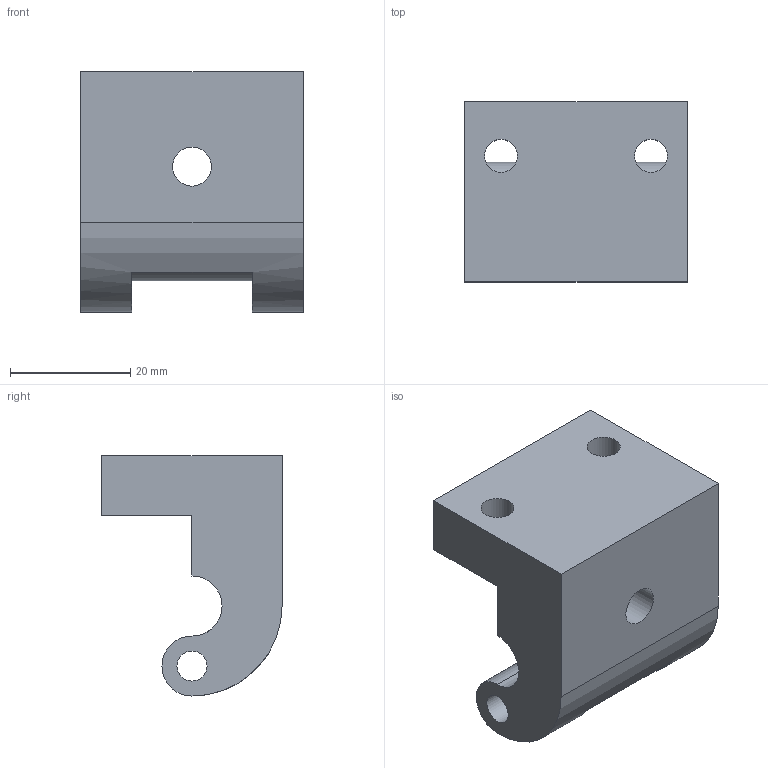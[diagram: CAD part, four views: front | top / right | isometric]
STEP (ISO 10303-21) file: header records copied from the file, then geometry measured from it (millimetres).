
FILE_DESCRIPTION(('FreeCAD Model'),'2;1');
FILE_NAME('Open CASCADE Shape Model','2025-01-14T22:38:36',(''),(''), 'Open CASCADE STEP processor 7.8','FreeCAD','Unknown');
FILE_SCHEMA(('AUTOMOTIVE_DESIGN { 1 0 10303 214 1 1 1 1 }'));
Length unit declared in the file: millimetre
Products named in the file (1): h5mount1
Bounding box: 37 x 30 x 40 mm (x, y, z)
Volume: 22117.7 mm3; surface area: 7342.9 mm2
Topology: 1 solids, 1 shells, 23 faces, 57 edges, 38 vertices
Faces by surface type: cylinder 12, plane 11
Full cylindrical faces by diameter (mm): 5 x2, 5.5 x2, 6.5 x1, 9 x2
Entity records: 1511 total; most frequent: CARTESIAN_POINT 287, DIRECTION 238, LINE 115, VECTOR 115, ORIENTED_EDGE 114, PCURVE 114, DEFINITIONAL_REPRESENTATION 114, EDGE_CURVE 57
